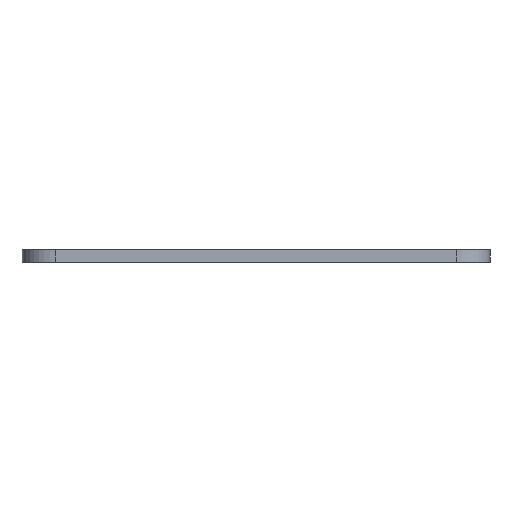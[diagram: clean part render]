
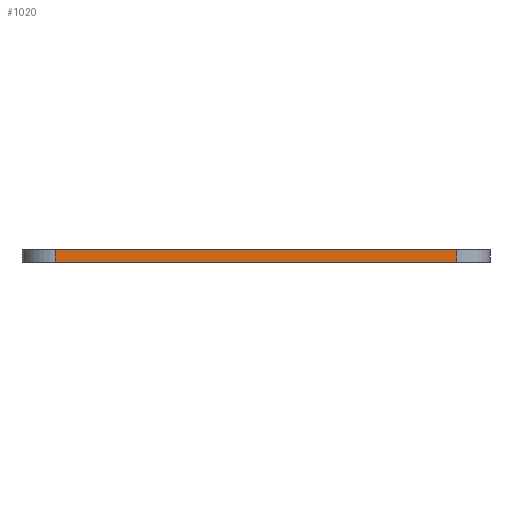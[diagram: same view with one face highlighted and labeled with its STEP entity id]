
A CAD part, left-side view. The second image highlights one B-rep face of the part: STEP entity #1020.
In plain terms, the highlighted planar face has unit normal (-1, 0, 0).
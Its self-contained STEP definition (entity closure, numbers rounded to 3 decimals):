
#62=PLANE('',#1120);
#96=FACE_OUTER_BOUND('',#146,.T.);
#146=EDGE_LOOP('',(#767,#768,#769,#770));
#251=LINE('',#1644,#327);
#252=LINE('',#1646,#328);
#253=LINE('',#1648,#329);
#254=LINE('',#1649,#330);
#327=VECTOR('',#1337,10.);
#328=VECTOR('',#1338,10.);
#329=VECTOR('',#1339,10.);
#330=VECTOR('',#1340,10.);
#487=VERTEX_POINT('',#1642);
#488=VERTEX_POINT('',#1643);
#489=VERTEX_POINT('',#1645);
#490=VERTEX_POINT('',#1647);
#603=EDGE_CURVE('',#487,#488,#251,.T.);
#604=EDGE_CURVE('',#489,#487,#252,.T.);
#605=EDGE_CURVE('',#490,#489,#253,.T.);
#606=EDGE_CURVE('',#490,#488,#254,.T.);
#767=ORIENTED_EDGE('',*,*,#603,.F.);
#768=ORIENTED_EDGE('',*,*,#604,.F.);
#769=ORIENTED_EDGE('',*,*,#605,.F.);
#770=ORIENTED_EDGE('',*,*,#606,.T.);
#1020=ADVANCED_FACE('',(#96),#62,.T.);
#1120=AXIS2_PLACEMENT_3D('',#1641,#1335,#1336);
#1335=DIRECTION('center_axis',(-1.,0.,0.));
#1336=DIRECTION('ref_axis',(0.,-1.,0.));
#1337=DIRECTION('',(0.,0.,-1.));
#1338=DIRECTION('',(0.,-1.,0.));
#1339=DIRECTION('',(0.,0.,1.));
#1340=DIRECTION('',(0.,-1.,0.));
#1641=CARTESIAN_POINT('Origin',(-160.909,54.523,-3.2));
#1642=CARTESIAN_POINT('',(-160.909,-49.777,3.));
#1643=CARTESIAN_POINT('',(-160.909,-49.777,0.));
#1644=CARTESIAN_POINT('',(-160.909,-49.777,-3.2));
#1645=CARTESIAN_POINT('',(-160.909,46.523,3.));
#1646=CARTESIAN_POINT('',(-160.909,-57.777,3.));
#1647=CARTESIAN_POINT('',(-160.909,46.523,0.));
#1648=CARTESIAN_POINT('',(-160.909,46.523,-3.2));
#1649=CARTESIAN_POINT('',(-160.909,26.448,0.));
